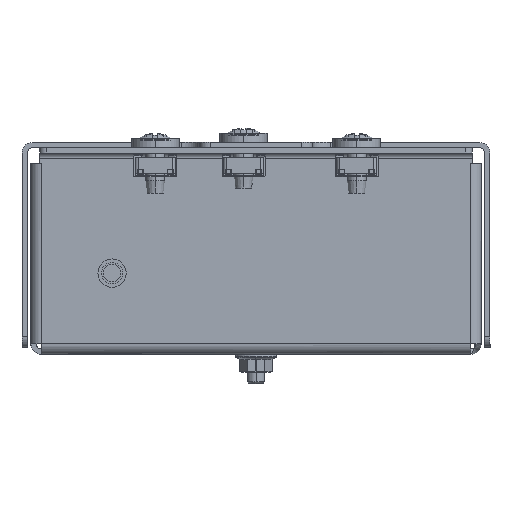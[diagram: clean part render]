
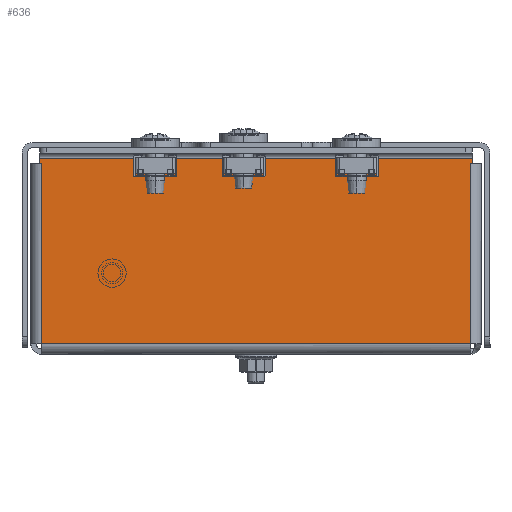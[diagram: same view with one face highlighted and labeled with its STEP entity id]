
A CAD part, left-side view. The second image highlights one B-rep face of the part: STEP entity #636.
In plain terms, the highlighted face is planar.
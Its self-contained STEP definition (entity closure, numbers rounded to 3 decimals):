
#636 = ADVANCED_FACE ( 'NONE', ( #9742 ), #11179, .F. ) ;
#2387 = ORIENTED_EDGE ( 'NONE', *, *, #4409, .F. ) ;
#2388 = ORIENTED_EDGE ( 'NONE', *, *, #4332, .F. ) ;
#2389 = ORIENTED_EDGE ( 'NONE', *, *, #4425, .F. ) ;
#4113 = ORIENTED_EDGE ( 'NONE', *, *, #4457, .F. ) ;
#4114 = ORIENTED_EDGE ( 'NONE', *, *, #4398, .F. ) ;
#4115 = ORIENTED_EDGE ( 'NONE', *, *, #4458, .F. ) ;
#4116 = ORIENTED_EDGE ( 'NONE', *, *, #4419, .F. ) ;
#4117 = ORIENTED_EDGE ( 'NONE', *, *, #4299, .F. ) ;
#4118 = ORIENTED_EDGE ( 'NONE', *, *, #4412, .F. ) ;
#4119 = ORIENTED_EDGE ( 'NONE', *, *, #4394, .F. ) ;
#4120 = ORIENTED_EDGE ( 'NONE', *, *, #4459, .F. ) ;
#4121 = ORIENTED_EDGE ( 'NONE', *, *, #4400, .F. ) ;
#4299 = EDGE_CURVE ( 'NONE', #7075, #7072, #10252, .T. ) ;
#4332 = EDGE_CURVE ( 'NONE', #6891, #6885, #10306, .T. ) ;
#4394 = EDGE_CURVE ( 'NONE', #6928, #6931, #10415, .T. ) ;
#4398 = EDGE_CURVE ( 'NONE', #6932, #6919, #10413, .T. ) ;
#4400 = EDGE_CURVE ( 'NONE', #6933, #6935, #13695, .T. ) ;
#4409 = EDGE_CURVE ( 'NONE', #6885, #6933, #13706, .T. ) ;
#4412 = EDGE_CURVE ( 'NONE', #6931, #7075, #13711, .T. ) ;
#4419 = EDGE_CURVE ( 'NONE', #7072, #6930, #13723, .T. ) ;
#4425 = EDGE_CURVE ( 'NONE', #6946, #6891, #13735, .T. ) ;
#4457 = EDGE_CURVE ( 'NONE', #6919, #6946, #13790, .T. ) ;
#4458 = EDGE_CURVE ( 'NONE', #6930, #6932, #13794, .T. ) ;
#4459 = EDGE_CURVE ( 'NONE', #6935, #6928, #13796, .T. ) ;
#5049 = EDGE_LOOP ( 'NONE', ( #2387, #2388, #2389, #4113, #4114, #4115, #4116, #4117, #4118, #4119, #4120, #4121 ) ) ;
#6885 = VERTEX_POINT ( 'NONE', #19375 ) ;
#6891 = VERTEX_POINT ( 'NONE', #19379 ) ;
#6919 = VERTEX_POINT ( 'NONE', #19406 ) ;
#6928 = VERTEX_POINT ( 'NONE', #19415 ) ;
#6930 = VERTEX_POINT ( 'NONE', #19417 ) ;
#6931 = VERTEX_POINT ( 'NONE', #19418 ) ;
#6932 = VERTEX_POINT ( 'NONE', #19419 ) ;
#6933 = VERTEX_POINT ( 'NONE', #19420 ) ;
#6935 = VERTEX_POINT ( 'NONE', #19422 ) ;
#6946 = VERTEX_POINT ( 'NONE', #19433 ) ;
#7072 = VERTEX_POINT ( 'NONE', #19858 ) ;
#7075 = VERTEX_POINT ( 'NONE', #19861 ) ;
#9263 = AXIS2_PLACEMENT_3D ( 'NONE', #11180, #11185, #11186 ) ;
#9742 = FACE_OUTER_BOUND ( 'NONE', #5049, .T. ) ;
#10252 = LINE ( 'NONE', #13238, #10255 ) ;
#10255 = VECTOR ( 'NONE', #13239, 1000. ) ;
#10306 = LINE ( 'NONE', #13303, #10313 ) ;
#10313 = VECTOR ( 'NONE', #13315, 1000. ) ;
#10413 = LINE ( 'NONE', #13484, #10422 ) ;
#10415 = LINE ( 'NONE', #13451, #10416 ) ;
#10416 = VECTOR ( 'NONE', #13475, 1000. ) ;
#10422 = VECTOR ( 'NONE', #13480, 1000. ) ;
#11179 = PLANE ( 'NONE',  #9263 ) ;
#11180 = CARTESIAN_POINT ( 'NONE',  ( -221.5, 62.25, 55.5 ) ) ;
#11185 = DIRECTION ( 'NONE',  ( 1., 0., 0. ) ) ;
#11186 = DIRECTION ( 'NONE',  ( 0., 0., -1. ) ) ;
#13238 = CARTESIAN_POINT ( 'NONE',  ( -221.5, 60.749, 52.501 ) ) ;
#13239 = DIRECTION ( 'NONE',  ( 0., 0., 1. ) ) ;
#13303 = CARTESIAN_POINT ( 'NONE',  ( -221.5, -60.749, 52.5 ) ) ;
#13315 = DIRECTION ( 'NONE',  ( 0., 0., -1. ) ) ;
#13451 = CARTESIAN_POINT ( 'NONE',  ( -221.5, 60.75, 55.5 ) ) ;
#13475 = DIRECTION ( 'NONE',  ( 0., 0., 1. ) ) ;
#13476 = DIRECTION ( 'NONE',  ( 0., 0., -1. ) ) ;
#13480 = DIRECTION ( 'NONE',  ( 0., -1., 0. ) ) ;
#13484 = CARTESIAN_POINT ( 'NONE',  ( -221.5, 62.25, 54. ) ) ;
#13490 = CARTESIAN_POINT ( 'NONE',  ( -221.5, -60.75, 55.5 ) ) ;
#13527 = CARTESIAN_POINT ( 'NONE',  ( -221.5, -60.75, 52.5 ) ) ;
#13528 = DIRECTION ( 'NONE',  ( 0., -1., 0. ) ) ;
#13535 = CARTESIAN_POINT ( 'NONE',  ( -221.5, 60.749, 52.5 ) ) ;
#13536 = DIRECTION ( 'NONE',  ( 0., -1., 0. ) ) ;
#13556 = CARTESIAN_POINT ( 'NONE',  ( -221.5, 62.25, 52.501 ) ) ;
#13557 = DIRECTION ( 'NONE',  ( 0., 1., 0. ) ) ;
#13568 = CARTESIAN_POINT ( 'NONE',  ( -221.5, 62.25, 52.501 ) ) ;
#13569 = DIRECTION ( 'NONE',  ( 0., 1., 0. ) ) ;
#13695 = LINE ( 'NONE', #13490, #13696 ) ;
#13696 = VECTOR ( 'NONE', #13476, 1000. ) ;
#13706 = LINE ( 'NONE', #13527, #13709 ) ;
#13709 = VECTOR ( 'NONE', #13528, 1000. ) ;
#13711 = LINE ( 'NONE', #13535, #13714 ) ;
#13714 = VECTOR ( 'NONE', #13536, 1000. ) ;
#13723 = LINE ( 'NONE', #13556, #13726 ) ;
#13726 = VECTOR ( 'NONE', #13557, 1000. ) ;
#13735 = LINE ( 'NONE', #13568, #13738 ) ;
#13738 = VECTOR ( 'NONE', #13569, 1000. ) ;
#13790 = LINE ( 'NONE', #14889, #13795 ) ;
#13794 = LINE ( 'NONE', #14895, #13797 ) ;
#13795 = VECTOR ( 'NONE', #14894, 1000. ) ;
#13796 = LINE ( 'NONE', #14897, #13799 ) ;
#13797 = VECTOR ( 'NONE', #14896, 1000. ) ;
#13799 = VECTOR ( 'NONE', #14899, 1000. ) ;
#14889 = CARTESIAN_POINT ( 'NONE',  ( -221.5, -61.25, 54. ) ) ;
#14894 = DIRECTION ( 'NONE',  ( 0., 0., -1. ) ) ;
#14895 = CARTESIAN_POINT ( 'NONE',  ( -221.5, 61.25, 52.5 ) ) ;
#14896 = DIRECTION ( 'NONE',  ( 0., 0., 1. ) ) ;
#14897 = CARTESIAN_POINT ( 'NONE',  ( -221.5, -62.25, 1.5 ) ) ;
#14899 = DIRECTION ( 'NONE',  ( 0., 1., 0. ) ) ;
#19375 = CARTESIAN_POINT ( 'NONE',  ( -221.5, -60.749, 52.5 ) ) ;
#19379 = CARTESIAN_POINT ( 'NONE',  ( -221.5, -60.749, 52.501 ) ) ;
#19406 = CARTESIAN_POINT ( 'NONE',  ( -221.5, -61.25, 54. ) ) ;
#19415 = CARTESIAN_POINT ( 'NONE',  ( -221.5, 60.75, 1.5 ) ) ;
#19417 = CARTESIAN_POINT ( 'NONE',  ( -221.5, 61.25, 52.501 ) ) ;
#19418 = CARTESIAN_POINT ( 'NONE',  ( -221.5, 60.75, 52.5 ) ) ;
#19419 = CARTESIAN_POINT ( 'NONE',  ( -221.5, 61.25, 54. ) ) ;
#19420 = CARTESIAN_POINT ( 'NONE',  ( -221.5, -60.75, 52.5 ) ) ;
#19422 = CARTESIAN_POINT ( 'NONE',  ( -221.5, -60.75, 1.5 ) ) ;
#19433 = CARTESIAN_POINT ( 'NONE',  ( -221.5, -61.25, 52.501 ) ) ;
#19858 = CARTESIAN_POINT ( 'NONE',  ( -221.5, 60.749, 52.501 ) ) ;
#19861 = CARTESIAN_POINT ( 'NONE',  ( -221.5, 60.749, 52.5 ) ) ;
